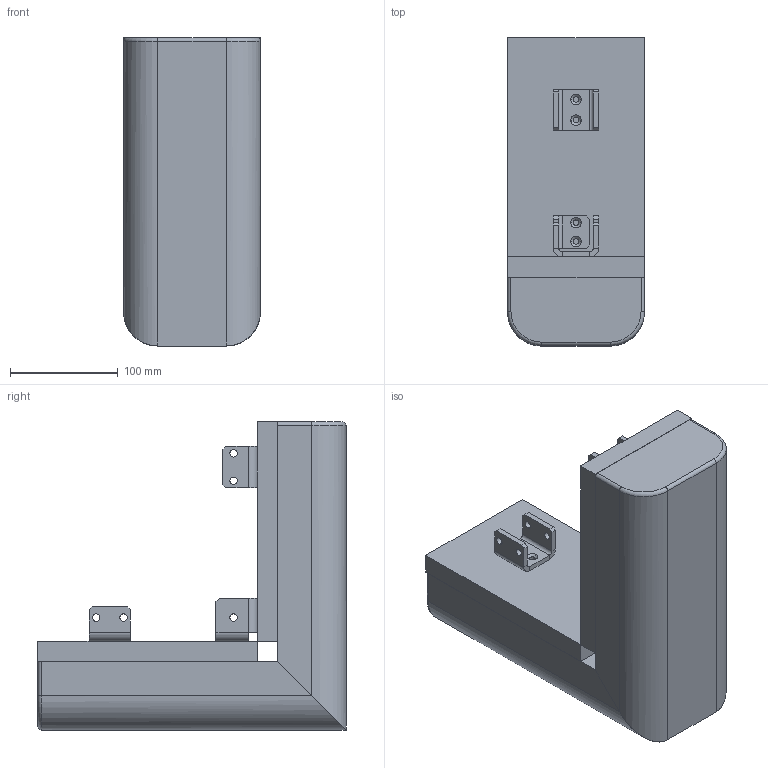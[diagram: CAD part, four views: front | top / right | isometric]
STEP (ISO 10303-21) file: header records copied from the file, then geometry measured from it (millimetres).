
FILE_DESCRIPTION (( 'STEP AP203' ), '1' );
FILE_NAME ('8x8 Bumper.STEP', '2013-01-21T19:51:33', ( '' ), ( '' ), 'SwSTEP 2.0', 'SolidWorks 2010', '' );
FILE_SCHEMA (( 'CONFIG_CONTROL_DESIGN' ));
Length unit declared in the file: inch
Products named in the file (5): 2U Bracket; Padding; 8x8 Bumper; 8x5 Plywood; 2U Corner Bracket
Assembly tree (7 placements, depth 2):
  8x8 Bumper
    2U Bracket  x2
    2U Corner Bracket
    Padding  x2
    8x5 Plywood  x2
Bounding box: 127 x 285.75 x 285.75 mm (x, y, z)
Volume: 1507102.8 mm3; surface area: 530640.5 mm2
Topology: 7 solids, 7 shells, 191 faces, 445 edges, 270 vertices
Faces by surface type: plane 107, cylinder 64, cone 16, torus 4
Entity records: 4121 total; most frequent: DIRECTION 640, CARTESIAN_POINT 603, ORIENTED_EDGE 572, EDGE_CURVE 286, AXIS2_PLACEMENT_3D 225, VECTOR 190, LINE 190, VERTEX_POINT 172
